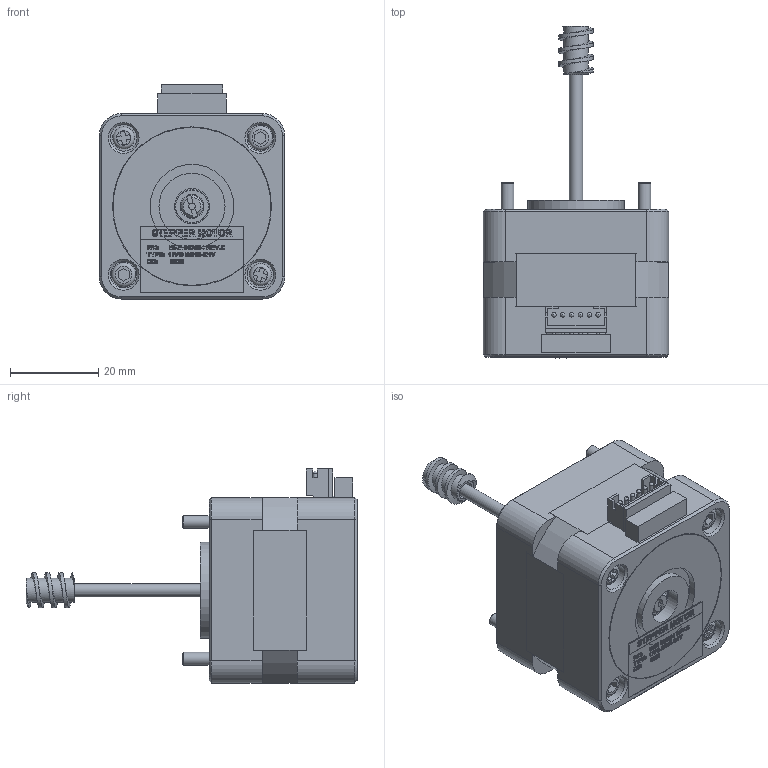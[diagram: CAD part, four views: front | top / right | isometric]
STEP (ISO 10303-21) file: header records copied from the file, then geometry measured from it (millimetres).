
FILE_DESCRIPTION(/* description */ (''),/* implementation_level */ '2;1');
FILE_NAME(/* name */ 'Motor de passo Minebea 17PS-M018-G1V.stp',/* time_stamp */ '2017-12-04T17:01:28-02:00',/* author */ ('PROJETOS_MTS'),/* organization */ (''),/* preprocessor_version */ 'ST-DEVELOPER v16.1',/* originating_system */ 'Autodesk Inventor 2016',/* authorisation */ '');
FILE_SCHEMA (('AUTOMOTIVE_DESIGN { 1 0 10303 214 3 1 1 }'));
Products named in the file (1): AAMotor de passo Minebea 17PS-M018-G1V
Bounding box: 42 x 75.2 x 48.5 mm (x, y, z)
Volume: 41070.7 mm3; surface area: 51345.2 mm2
Topology: 45 solids, 45 shells, 2188 faces, 5655 edges, 3675 vertices
Faces by surface type: plane 1148, cylinder 491, bspline 372, torus 96, cone 59, sphere 22
Full cylindrical faces by diameter (mm): 0.75 x6, 1 x12, 1.5 x2, 2 x2, 2.459 x2, 2.5 x2, 2.9 x4, 3 x2, 3.2 x2, 3.5 x2, 3.7 x4, 3.8 x2, 5 x8, 5.5 x2, 6 x4, 7.5 x8, 8 x4, 9 x1, 10.5 x4, 11.2 x8, 12.9 x1, 13 x4, 15 x2, 16 x1, 18.7 x1, 19 x1, 21.8 x1, 22 x2, 26 x1, 30 x1
Entity records: 69271 total; most frequent: CARTESIAN_POINT 16009, ORIENTED_EDGE 10860, DIRECTION 9718, EDGE_CURVE 5398, VERTEX_POINT 3544, LINE 3448, VECTOR 3448, AXIS2_PLACEMENT_3D 3135
